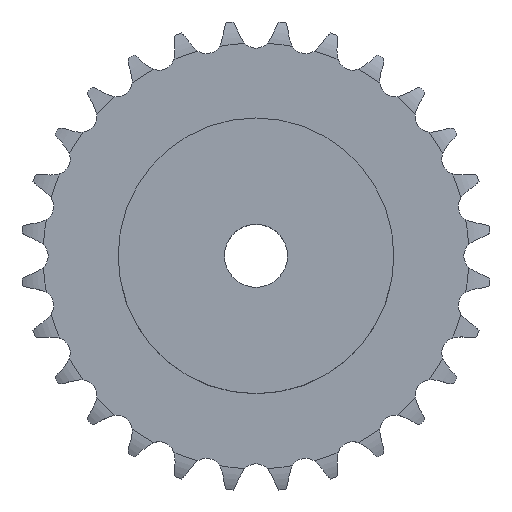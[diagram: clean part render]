
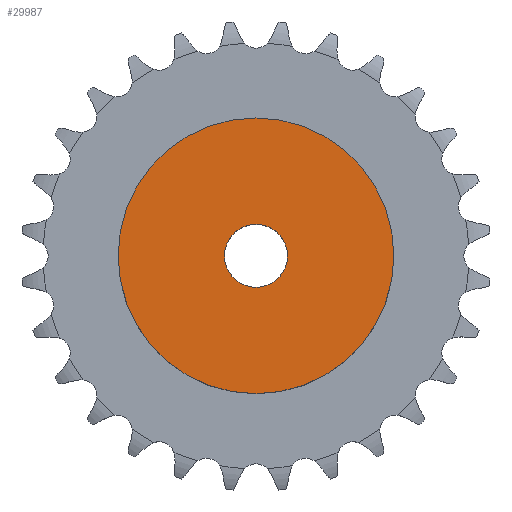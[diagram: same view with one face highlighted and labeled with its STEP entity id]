
A CAD part, top view. The second image highlights one B-rep face of the part: STEP entity #29987.
In plain terms, the highlighted planar face has unit normal (0, 0, 1).
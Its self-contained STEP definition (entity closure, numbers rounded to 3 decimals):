
#3669 = CYLINDRICAL_SURFACE('',#3670,35.);
#3670 = AXIS2_PLACEMENT_3D('',#3671,#3672,#3673);
#3671 = CARTESIAN_POINT('',(0.,0.,0.));
#3672 = DIRECTION('',(-0.,-0.,-1.));
#3673 = DIRECTION('',(1.,0.,0.));
#18830 = VERTEX_POINT('',#18831);
#18831 = CARTESIAN_POINT('',(35.,0.,30.));
#18852 = EDGE_CURVE('',#18830,#18830,#18853,.T.);
#18853 = SURFACE_CURVE('',#18854,(#18859,#18866),.PCURVE_S1.);
#18854 = CIRCLE('',#18855,35.);
#18855 = AXIS2_PLACEMENT_3D('',#18856,#18857,#18858);
#18856 = CARTESIAN_POINT('',(0.,0.,30.));
#18857 = DIRECTION('',(0.,0.,1.));
#18858 = DIRECTION('',(1.,0.,0.));
#18859 = PCURVE('',#3669,#18860);
#18860 = DEFINITIONAL_REPRESENTATION('',(#18861),#18865);
#18861 = LINE('',#18862,#18863);
#18862 = CARTESIAN_POINT('',(-0.,-30.));
#18863 = VECTOR('',#18864,1.);
#18864 = DIRECTION('',(-1.,0.));
#18865 = ( GEOMETRIC_REPRESENTATION_CONTEXT(2) 
PARAMETRIC_REPRESENTATION_CONTEXT() REPRESENTATION_CONTEXT('2D SPACE',''
  ) );
#18866 = PCURVE('',#18867,#18872);
#18867 = PLANE('',#18868);
#18868 = AXIS2_PLACEMENT_3D('',#18869,#18870,#18871);
#18869 = CARTESIAN_POINT('',(0.,0.,30.)
  );
#18870 = DIRECTION('',(0.,0.,1.));
#18871 = DIRECTION('',(1.,0.,0.));
#18872 = DEFINITIONAL_REPRESENTATION('',(#18873),#18877);
#18873 = CIRCLE('',#18874,35.);
#18874 = AXIS2_PLACEMENT_2D('',#18875,#18876);
#18875 = CARTESIAN_POINT('',(0.,0.));
#18876 = DIRECTION('',(1.,0.));
#18877 = ( GEOMETRIC_REPRESENTATION_CONTEXT(2) 
PARAMETRIC_REPRESENTATION_CONTEXT() REPRESENTATION_CONTEXT('2D SPACE',''
  ) );
#25413 = CYLINDRICAL_SURFACE('',#25414,8.);
#25414 = AXIS2_PLACEMENT_3D('',#25415,#25416,#25417);
#25415 = CARTESIAN_POINT('',(0.,0.,183.33));
#25416 = DIRECTION('',(0.,0.,1.));
#25417 = DIRECTION('',(1.,0.,0.));
#29987 = ADVANCED_FACE('',(#29988,#29991),#18867,.T.);
#29988 = FACE_BOUND('',#29989,.T.);
#29989 = EDGE_LOOP('',(#29990));
#29990 = ORIENTED_EDGE('',*,*,#18852,.T.);
#29991 = FACE_BOUND('',#29992,.T.);
#29992 = EDGE_LOOP('',(#29993));
#29993 = ORIENTED_EDGE('',*,*,#29994,.F.);
#29994 = EDGE_CURVE('',#29995,#29995,#29997,.T.);
#29995 = VERTEX_POINT('',#29996);
#29996 = CARTESIAN_POINT('',(8.,0.,30.));
#29997 = SURFACE_CURVE('',#29998,(#30003,#30010),.PCURVE_S1.);
#29998 = CIRCLE('',#29999,8.);
#29999 = AXIS2_PLACEMENT_3D('',#30000,#30001,#30002);
#30000 = CARTESIAN_POINT('',(0.,0.,30.));
#30001 = DIRECTION('',(0.,0.,1.));
#30002 = DIRECTION('',(1.,0.,0.));
#30003 = PCURVE('',#18867,#30004);
#30004 = DEFINITIONAL_REPRESENTATION('',(#30005),#30009);
#30005 = CIRCLE('',#30006,8.);
#30006 = AXIS2_PLACEMENT_2D('',#30007,#30008);
#30007 = CARTESIAN_POINT('',(0.,0.));
#30008 = DIRECTION('',(1.,0.));
#30009 = ( GEOMETRIC_REPRESENTATION_CONTEXT(2) 
PARAMETRIC_REPRESENTATION_CONTEXT() REPRESENTATION_CONTEXT('2D SPACE',''
  ) );
#30010 = PCURVE('',#25413,#30011);
#30011 = DEFINITIONAL_REPRESENTATION('',(#30012),#30016);
#30012 = LINE('',#30013,#30014);
#30013 = CARTESIAN_POINT('',(0.,-153.33));
#30014 = VECTOR('',#30015,1.);
#30015 = DIRECTION('',(1.,0.));
#30016 = ( GEOMETRIC_REPRESENTATION_CONTEXT(2) 
PARAMETRIC_REPRESENTATION_CONTEXT() REPRESENTATION_CONTEXT('2D SPACE',''
  ) );
